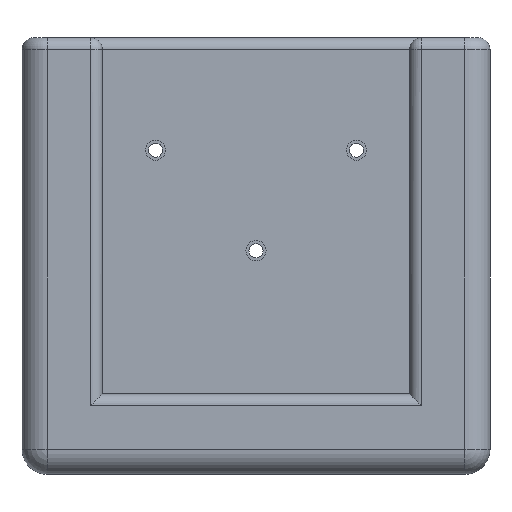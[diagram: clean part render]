
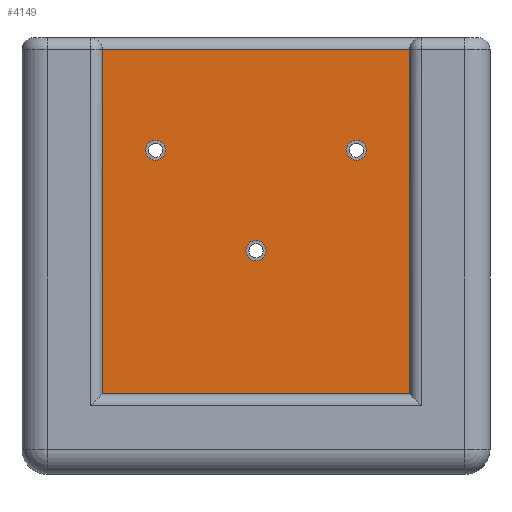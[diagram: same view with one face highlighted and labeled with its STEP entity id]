
A CAD part, front view. The second image highlights one B-rep face of the part: STEP entity #4149.
In plain terms, the highlighted planar face has unit normal (0, -1, 0).
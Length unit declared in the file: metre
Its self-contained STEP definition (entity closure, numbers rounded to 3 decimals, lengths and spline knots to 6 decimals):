
#201=CIRCLE('',#4445,0.002);
#202=CIRCLE('',#4446,0.002);
#203=CIRCLE('',#4447,0.002);
#204=CIRCLE('',#4448,0.005);
#205=CIRCLE('',#4449,0.005);
#286=LINE('',#5695,#634);
#359=LINE('',#6065,#707);
#360=LINE('',#6068,#708);
#361=LINE('',#6070,#709);
#634=VECTOR('',#4701,1.);
#707=VECTOR('',#4860,1.);
#708=VECTOR('',#4861,1.);
#709=VECTOR('',#4862,1.);
#1150=ORIENTED_EDGE('',*,*,#2417,.F.);
#1151=ORIENTED_EDGE('',*,*,#2418,.F.);
#1152=ORIENTED_EDGE('',*,*,#2419,.F.);
#1153=ORIENTED_EDGE('',*,*,#2420,.F.);
#1154=ORIENTED_EDGE('',*,*,#2421,.T.);
#1155=ORIENTED_EDGE('',*,*,#2422,.T.);
#1156=ORIENTED_EDGE('',*,*,#2423,.T.);
#1157=ORIENTED_EDGE('',*,*,#2280,.F.);
#1158=ORIENTED_EDGE('',*,*,#2424,.T.);
#2280=EDGE_CURVE('',#2915,#2916,#286,.T.);
#2417=EDGE_CURVE('',#3052,#3052,#201,.T.);
#2418=EDGE_CURVE('',#3053,#3053,#202,.T.);
#2419=EDGE_CURVE('',#3054,#3054,#203,.T.);
#2420=EDGE_CURVE('',#3055,#3056,#359,.T.);
#2421=EDGE_CURVE('',#3055,#3057,#360,.T.);
#2422=EDGE_CURVE('',#3057,#3058,#361,.T.);
#2423=EDGE_CURVE('',#3058,#2916,#204,.T.);
#2424=EDGE_CURVE('',#2915,#3056,#205,.T.);
#2915=VERTEX_POINT('',#5696);
#2916=VERTEX_POINT('',#5697);
#3052=VERTEX_POINT('',#6060);
#3053=VERTEX_POINT('',#6062);
#3054=VERTEX_POINT('',#6064);
#3055=VERTEX_POINT('',#6066);
#3056=VERTEX_POINT('',#6067);
#3057=VERTEX_POINT('',#6069);
#3058=VERTEX_POINT('',#6071);
#3499=EDGE_LOOP('',(#1150));
#3500=EDGE_LOOP('',(#1151));
#3501=EDGE_LOOP('',(#1152));
#3502=EDGE_LOOP('',(#1153,#1154,#1155,#1156,#1157,#1158));
#3784=FACE_BOUND('',#3499,.T.);
#3785=FACE_BOUND('',#3500,.T.);
#3786=FACE_BOUND('',#3501,.T.);
#3787=FACE_BOUND('',#3502,.T.);
#4045=PLANE('',#4444);
#4149=ADVANCED_FACE('',(#3784,#3785,#3786,#3787),#4045,.T.);
#4444=AXIS2_PLACEMENT_3D('',#6058,#4852,#4853);
#4445=AXIS2_PLACEMENT_3D('',#6059,#4854,#4855);
#4446=AXIS2_PLACEMENT_3D('',#6061,#4856,#4857);
#4447=AXIS2_PLACEMENT_3D('',#6063,#4858,#4859);
#4448=AXIS2_PLACEMENT_3D('',#6072,#4863,#4864);
#4449=AXIS2_PLACEMENT_3D('',#6073,#4865,#4866);
#4701=DIRECTION('',(-1.,0.,0.));
#4852=DIRECTION('',(0.,-1.,0.));
#4853=DIRECTION('',(1.,0.,0.));
#4854=DIRECTION('',(0.,-1.,0.));
#4855=DIRECTION('',(1.,0.,0.));
#4856=DIRECTION('',(0.,-1.,0.));
#4857=DIRECTION('',(1.,0.,0.));
#4858=DIRECTION('',(0.,-1.,0.));
#4859=DIRECTION('',(1.,0.,0.));
#4860=DIRECTION('',(0.,0.,-1.));
#4861=DIRECTION('',(-1.,0.,0.));
#4862=DIRECTION('',(0.,0.,-1.));
#4863=DIRECTION('',(0.,-1.,0.));
#4864=DIRECTION('',(1.,0.,0.));
#4865=DIRECTION('',(0.,-1.,0.));
#4866=DIRECTION('',(1.,0.,0.));
#5695=CARTESIAN_POINT('',(0.,-0.005,0.005));
#5696=CARTESIAN_POINT('',(0.036581,-0.005,0.005));
#5697=CARTESIAN_POINT('',(-0.036581,-0.005,0.005));
#6058=CARTESIAN_POINT('',(0.,-0.005,0.086912));
#6059=CARTESIAN_POINT('',(-0.02,-0.005,0.064512));
#6060=CARTESIAN_POINT('',(-0.018,-0.005,0.064512));
#6061=CARTESIAN_POINT('',(0.,-0.005,0.044512));
#6062=CARTESIAN_POINT('',(0.002,-0.005,0.044512));
#6063=CARTESIAN_POINT('',(0.02,-0.005,0.064512));
#6064=CARTESIAN_POINT('',(0.022,-0.005,0.064512));
#6065=CARTESIAN_POINT('',(0.041581,-0.005,0.086912));
#6066=CARTESIAN_POINT('',(0.041581,-0.005,0.084512));
#6067=CARTESIAN_POINT('',(0.041581,-0.005,0.01));
#6068=CARTESIAN_POINT('',(0.,-0.005,0.084512));
#6069=CARTESIAN_POINT('',(-0.041581,-0.005,0.084512));
#6070=CARTESIAN_POINT('',(-0.041581,-0.005,0.086912));
#6071=CARTESIAN_POINT('',(-0.041581,-0.005,0.01));
#6072=CARTESIAN_POINT('',(-0.036581,-0.005,0.01));
#6073=CARTESIAN_POINT('',(0.036581,-0.005,0.01));
